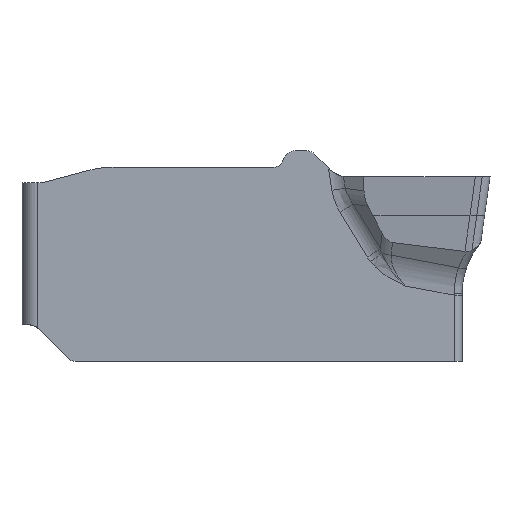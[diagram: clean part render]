
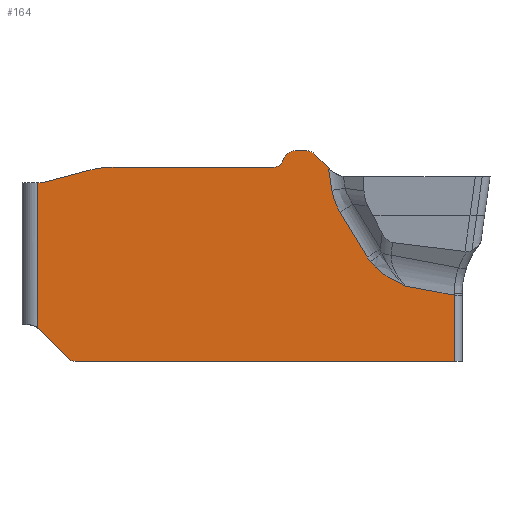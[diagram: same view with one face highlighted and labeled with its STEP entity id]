
A CAD part, left-side view. The second image highlights one B-rep face of the part: STEP entity #164.
In plain terms, the highlighted planar face has unit normal (-1, 0, 0).
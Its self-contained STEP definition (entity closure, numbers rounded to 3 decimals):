
#74=CIRCLE('',#1392,0.3);
#75=CIRCLE('',#1393,0.3);
#76=CIRCLE('',#1394,0.25);
#77=CIRCLE('',#1395,1.883);
#78=CIRCLE('',#1396,0.117);
#79=CIRCLE('',#1397,0.3);
#80=CIRCLE('',#1398,0.25);
#134=B_SPLINE_CURVE_WITH_KNOTS('',3,(#2179,#2180,#2181,#2182,#2183,#2184,
#2185,#2186,#2187,#2188,#2189,#2190,#2191,#2192,#2193,#2194),
 .UNSPECIFIED.,.F.,.F.,(4,3,3,3,3,4),(0.,0.009,0.106,
0.357,0.679,1.),.UNSPECIFIED.);
#164=ADVANCED_FACE('',(#266),#231,.T.);
#231=PLANE('',#1401);
#266=FACE_OUTER_BOUND('',#342,.T.);
#342=EDGE_LOOP('',(#534,#535,#536,#537,#538,#539,#540,#541,#542,#543,#544,
#545,#546,#547,#548,#549,#550,#551,#552,#553,#554,#555,#556));
#419=ELLIPSE('',#1399,2.535,1.2);
#420=ELLIPSE('',#1400,3.74,2.1);
#534=ORIENTED_EDGE('',*,*,#1020,.T.);
#535=ORIENTED_EDGE('',*,*,#1021,.T.);
#536=ORIENTED_EDGE('',*,*,#1022,.T.);
#537=ORIENTED_EDGE('',*,*,#1023,.T.);
#538=ORIENTED_EDGE('',*,*,#1024,.T.);
#539=ORIENTED_EDGE('',*,*,#1025,.T.);
#540=ORIENTED_EDGE('',*,*,#1026,.T.);
#541=ORIENTED_EDGE('',*,*,#1027,.T.);
#542=ORIENTED_EDGE('',*,*,#1028,.T.);
#543=ORIENTED_EDGE('',*,*,#1029,.T.);
#544=ORIENTED_EDGE('',*,*,#1030,.T.);
#545=ORIENTED_EDGE('',*,*,#1031,.T.);
#546=ORIENTED_EDGE('',*,*,#1032,.T.);
#547=ORIENTED_EDGE('',*,*,#1033,.F.);
#548=ORIENTED_EDGE('',*,*,#1034,.F.);
#549=ORIENTED_EDGE('',*,*,#1035,.F.);
#550=ORIENTED_EDGE('',*,*,#1036,.F.);
#551=ORIENTED_EDGE('',*,*,#1037,.T.);
#552=ORIENTED_EDGE('',*,*,#1038,.T.);
#553=ORIENTED_EDGE('',*,*,#1039,.T.);
#554=ORIENTED_EDGE('',*,*,#1040,.T.);
#555=ORIENTED_EDGE('',*,*,#1041,.T.);
#556=ORIENTED_EDGE('',*,*,#1042,.T.);
#886=VERTEX_POINT('',#2141);
#887=VERTEX_POINT('',#2142);
#888=VERTEX_POINT('',#2144);
#889=VERTEX_POINT('',#2146);
#890=VERTEX_POINT('',#2148);
#891=VERTEX_POINT('',#2150);
#892=VERTEX_POINT('',#2152);
#893=VERTEX_POINT('',#2154);
#894=VERTEX_POINT('',#2156);
#895=VERTEX_POINT('',#2158);
#896=VERTEX_POINT('',#2160);
#897=VERTEX_POINT('',#2162);
#898=VERTEX_POINT('',#2164);
#899=VERTEX_POINT('',#2166);
#900=VERTEX_POINT('',#2168);
#901=VERTEX_POINT('',#2170);
#902=VERTEX_POINT('',#2172);
#903=VERTEX_POINT('',#2174);
#904=VERTEX_POINT('',#2176);
#905=VERTEX_POINT('',#2178);
#906=VERTEX_POINT('',#2195);
#907=VERTEX_POINT('',#2197);
#908=VERTEX_POINT('',#2199);
#1020=EDGE_CURVE('',#886,#887,#1166,.T.);
#1021=EDGE_CURVE('',#887,#888,#1167,.T.);
#1022=EDGE_CURVE('',#888,#889,#74,.T.);
#1023=EDGE_CURVE('',#889,#890,#1168,.T.);
#1024=EDGE_CURVE('',#890,#891,#75,.T.);
#1025=EDGE_CURVE('',#891,#892,#1169,.T.);
#1026=EDGE_CURVE('',#892,#893,#76,.T.);
#1027=EDGE_CURVE('',#893,#894,#1170,.T.);
#1028=EDGE_CURVE('',#894,#895,#77,.T.);
#1029=EDGE_CURVE('',#895,#896,#1171,.T.);
#1030=EDGE_CURVE('',#896,#897,#78,.T.);
#1031=EDGE_CURVE('',#897,#898,#1172,.T.);
#1032=EDGE_CURVE('',#898,#899,#1173,.T.);
#1033=EDGE_CURVE('',#900,#899,#79,.T.);
#1034=EDGE_CURVE('',#901,#900,#1174,.T.);
#1035=EDGE_CURVE('',#902,#901,#80,.T.);
#1036=EDGE_CURVE('',#903,#902,#1175,.T.);
#1037=EDGE_CURVE('',#903,#904,#1176,.T.);
#1038=EDGE_CURVE('',#904,#905,#1177,.T.);
#1039=EDGE_CURVE('',#905,#906,#134,.T.);
#1040=EDGE_CURVE('',#906,#907,#419,.T.);
#1041=EDGE_CURVE('',#907,#908,#1178,.T.);
#1042=EDGE_CURVE('',#908,#886,#420,.T.);
#1166=LINE('',#2140,#1254);
#1167=LINE('',#2143,#1255);
#1168=LINE('',#2147,#1256);
#1169=LINE('',#2151,#1257);
#1170=LINE('',#2155,#1258);
#1171=LINE('',#2159,#1259);
#1172=LINE('',#2163,#1260);
#1173=LINE('',#2165,#1261);
#1174=LINE('',#2169,#1262);
#1175=LINE('',#2173,#1263);
#1176=LINE('',#2175,#1264);
#1177=LINE('',#2177,#1265);
#1178=LINE('',#2198,#1266);
#1254=VECTOR('',#1601,1.);
#1255=VECTOR('',#1602,1.);
#1256=VECTOR('',#1605,1.);
#1257=VECTOR('',#1608,1.);
#1258=VECTOR('',#1611,1.);
#1259=VECTOR('',#1614,1.);
#1260=VECTOR('',#1617,1.);
#1261=VECTOR('',#1618,1.);
#1262=VECTOR('',#1621,1.);
#1263=VECTOR('',#1624,1.);
#1264=VECTOR('',#1625,1.);
#1265=VECTOR('',#1626,1.);
#1266=VECTOR('',#1629,1.);
#1392=AXIS2_PLACEMENT_3D('',#2145,#1603,#1604);
#1393=AXIS2_PLACEMENT_3D('',#2149,#1606,#1607);
#1394=AXIS2_PLACEMENT_3D('',#2153,#1609,#1610);
#1395=AXIS2_PLACEMENT_3D('',#2157,#1612,#1613);
#1396=AXIS2_PLACEMENT_3D('',#2161,#1615,#1616);
#1397=AXIS2_PLACEMENT_3D('',#2167,#1619,#1620);
#1398=AXIS2_PLACEMENT_3D('',#2171,#1622,#1623);
#1399=AXIS2_PLACEMENT_3D('',#2196,#1627,#1628);
#1400=AXIS2_PLACEMENT_3D('',#2200,#1630,#1631);
#1401=AXIS2_PLACEMENT_3D('',#2201,#1632,#1633);
#1601=DIRECTION('',(0.,0.151,0.989));
#1602=DIRECTION('',(0.,0.707,0.707));
#1603=DIRECTION('',(-1.,0.,0.));
#1604=DIRECTION('',(0.,0.,1.));
#1605=DIRECTION('',(0.,1.,0.));
#1606=DIRECTION('',(-1.,0.,0.));
#1607=DIRECTION('',(0.,0.,1.));
#1608=DIRECTION('',(0.,0.423,-0.906));
#1609=DIRECTION('',(1.,0.,0.));
#1610=DIRECTION('',(0.,0.,1.));
#1611=DIRECTION('',(0.,1.,0.));
#1612=DIRECTION('',(-1.,0.,0.));
#1613=DIRECTION('',(0.,0.,1.));
#1614=DIRECTION('',(0.,0.966,-0.259));
#1615=DIRECTION('',(1.,0.,0.));
#1616=DIRECTION('',(0.,0.,1.));
#1617=DIRECTION('',(0.,1.,0.));
#1618=DIRECTION('',(0.,0.,-1.));
#1619=DIRECTION('',(-1.,0.,0.));
#1620=DIRECTION('',(0.,0.,1.));
#1621=DIRECTION('',(0.,0.707,0.707));
#1622=DIRECTION('',(1.,0.,0.));
#1623=DIRECTION('',(0.,0.,1.));
#1624=DIRECTION('',(0.,1.,0.));
#1625=DIRECTION('',(0.,0.,1.));
#1626=DIRECTION('',(0.,0.983,0.183));
#1627=DIRECTION('',(1.,0.,0.));
#1628=DIRECTION('',(0.,0.118,-0.993));
#1629=DIRECTION('',(0.,0.517,0.856));
#1630=DIRECTION('',(1.,0.,0.));
#1631=DIRECTION('',(0.,-0.99,-0.139));
#1632=DIRECTION('',(-1.,0.,0.));
#1633=DIRECTION('',(0.,0.,1.));
#2140=CARTESIAN_POINT('',(-1.9,-2.099,-1.362));
#2141=CARTESIAN_POINT('',(-1.9,-1.945,-0.354));
#2142=CARTESIAN_POINT('',(-1.9,-1.858,0.22));
#2143=CARTESIAN_POINT('',(-1.9,-0.534,1.543));
#2144=CARTESIAN_POINT('',(-1.9,-1.502,0.575));
#2145=CARTESIAN_POINT('',(-1.9,-1.29,0.363));
#2146=CARTESIAN_POINT('',(-1.9,-1.29,0.663));
#2147=CARTESIAN_POINT('',(-1.9,0.359,0.663));
#2148=CARTESIAN_POINT('',(-1.9,-1.,0.663));
#2149=CARTESIAN_POINT('',(-1.9,-1.,0.363));
#2150=CARTESIAN_POINT('',(-1.9,-0.728,0.49));
#2151=CARTESIAN_POINT('',(-1.9,-0.596,0.205));
#2152=CARTESIAN_POINT('',(-1.9,-0.678,0.381));
#2153=CARTESIAN_POINT('',(-1.9,-0.451,0.487));
#2154=CARTESIAN_POINT('',(-1.9,-0.451,0.237));
#2155=CARTESIAN_POINT('',(-1.9,0.359,0.237));
#2156=CARTESIAN_POINT('',(-1.9,3.744,0.237));
#2157=CARTESIAN_POINT('',(-1.9,3.744,-1.645));
#2158=CARTESIAN_POINT('',(-1.9,4.231,0.173));
#2159=CARTESIAN_POINT('',(-1.9,0.499,1.173));
#2160=CARTESIAN_POINT('',(-1.9,5.47,-0.159));
#2161=CARTESIAN_POINT('',(-1.9,5.5,-0.045));
#2162=CARTESIAN_POINT('',(-1.9,5.5,-0.163));
#2163=CARTESIAN_POINT('',(-1.9,0.359,-0.163));
#2164=CARTESIAN_POINT('',(-1.9,5.6,-0.163));
#2165=CARTESIAN_POINT('',(-1.9,5.6,0.65));
#2166=CARTESIAN_POINT('',(-1.9,5.6,-3.881));
#2167=CARTESIAN_POINT('',(-1.9,5.8,-4.105));
#2168=CARTESIAN_POINT('',(-1.9,5.588,-3.892));
#2169=CARTESIAN_POINT('',(-1.9,5.244,-4.236));
#2170=CARTESIAN_POINT('',(-1.9,4.816,-4.664));
#2171=CARTESIAN_POINT('',(-1.9,4.64,-4.487));
#2172=CARTESIAN_POINT('',(-1.9,4.64,-4.737));
#2173=CARTESIAN_POINT('',(-1.9,0.359,-4.737));
#2174=CARTESIAN_POINT('',(-1.9,-5.083,-4.737));
#2175=CARTESIAN_POINT('',(-1.9,-5.083,0.65));
#2176=CARTESIAN_POINT('',(-1.9,-5.083,-3.041));
#2177=CARTESIAN_POINT('',(-1.9,0.411,-2.021));
#2178=CARTESIAN_POINT('',(-1.9,-3.827,-2.808));
#2179=CARTESIAN_POINT('',(-1.9,-3.827,-2.808));
#2180=CARTESIAN_POINT('',(-1.9,-3.824,-2.807));
#2181=CARTESIAN_POINT('',(-1.9,-3.821,-2.805));
#2182=CARTESIAN_POINT('',(-1.9,-3.818,-2.804));
#2183=CARTESIAN_POINT('',(-1.9,-3.785,-2.789));
#2184=CARTESIAN_POINT('',(-1.9,-3.753,-2.774));
#2185=CARTESIAN_POINT('',(-1.9,-3.721,-2.759));
#2186=CARTESIAN_POINT('',(-1.9,-3.637,-2.719));
#2187=CARTESIAN_POINT('',(-1.9,-3.555,-2.677));
#2188=CARTESIAN_POINT('',(-1.9,-3.474,-2.631));
#2189=CARTESIAN_POINT('',(-1.9,-3.371,-2.573));
#2190=CARTESIAN_POINT('',(-1.9,-3.271,-2.508));
#2191=CARTESIAN_POINT('',(-1.9,-3.179,-2.434));
#2192=CARTESIAN_POINT('',(-1.9,-3.087,-2.36));
#2193=CARTESIAN_POINT('',(-1.9,-3.002,-2.276));
#2194=CARTESIAN_POINT('',(-1.9,-2.931,-2.182));
#2195=CARTESIAN_POINT('',(-1.9,-2.931,-2.182));
#2196=CARTESIAN_POINT('',(-1.9,-3.724,0.016));
#2197=CARTESIAN_POINT('',(-1.9,-2.85,-2.062));
#2198=CARTESIAN_POINT('',(-1.9,-2.085,-0.794));
#2199=CARTESIAN_POINT('',(-1.9,-2.156,-0.913));
#2200=CARTESIAN_POINT('',(-1.9,-5.646,-0.522));
#2201=CARTESIAN_POINT('',(-1.9,0.359,0.65));
